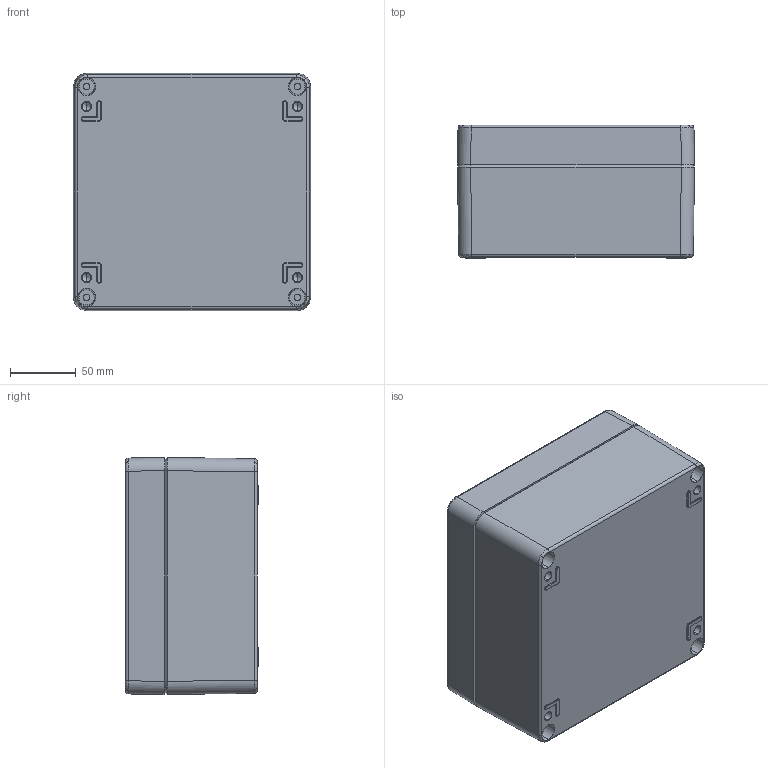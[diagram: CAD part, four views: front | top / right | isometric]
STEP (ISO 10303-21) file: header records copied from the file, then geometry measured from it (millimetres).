
FILE_DESCRIPTION (( 'STEP AP214' ), '1' );
FILE_NAME ('01181810.STEP', '2009-03-10T09:32:49', ( ' ' ), ( '' ), 'SwSTEP 2.0', 'SolidWorks 2008', '' );
FILE_SCHEMA (( 'AUTOMOTIVE_DESIGN' ));
Length unit declared in the file: millimetre
Products named in the file (5): 82009_Standard; 01160_Standard; 01181810; 93134_Standard; 02160_Standard
Assembly tree (7 placements, depth 2):
  01181810
    93134_Standard  x4
    01160_Standard
    02160_Standard
    82009_Standard
Bounding box: 180 x 101 x 180 mm (x, y, z)
Volume: 712556.8 mm3; surface area: 286023.9 mm2
Topology: 7 solids, 7 shells, 945 faces, 2174 edges, 1267 vertices
Faces by surface type: cylinder 228, plane 217, bspline 176, cone 174, torus 142, sphere 8
Entity records: 33721 total; most frequent: CARTESIAN_POINT 15362, DIRECTION 3843, ORIENTED_EDGE 3840, EDGE_CURVE 1920, AXIS2_PLACEMENT_3D 1566, VERTEX_POINT 1117, EDGE_LOOP 917, CIRCLE 880
